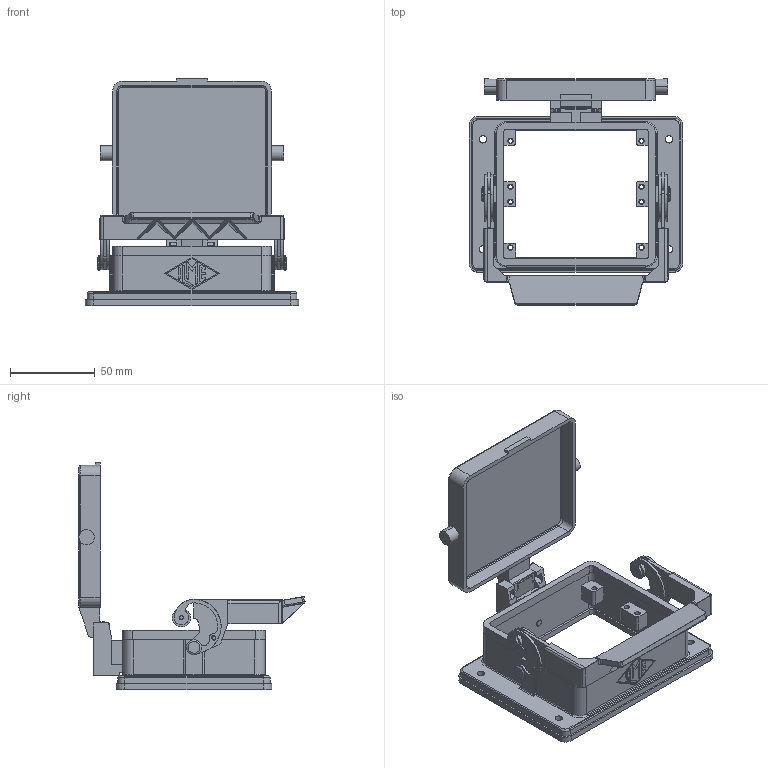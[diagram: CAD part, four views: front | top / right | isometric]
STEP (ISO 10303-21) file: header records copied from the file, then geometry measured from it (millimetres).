
FILE_DESCRIPTION((''),'2;1');
FILE_NAME('CHI 32 LS.stp','2006-12-19T13:06:19',('gembarski'),(''),'Autodesk Inventor 7','Autodesk Inventor 7','');
FILE_SCHEMA(('AUTOMOTIVE_DESIGN { 1 0 10303 214 1 1 1 1 }'));
Length unit declared in the file: millimetre
Products named in the file (1): CHI 32 LS
Bounding box: 126 x 133.59 x 134.2 mm (x, y, z)
Volume: 138629.6 mm3; surface area: 81725.1 mm2
Topology: 6 solids, 6 shells, 702 faces, 1851 edges, 1192 vertices
Faces by surface type: plane 255, cylinder 233, bspline 188, torus 20, cone 6
Entity records: 25286 total; most frequent: CARTESIAN_POINT 7812, ORIENTED_EDGE 3706, DIRECTION 3631, EDGE_CURVE 1853, AXIS2_PLACEMENT_3D 1295, VERTEX_POINT 1192, VECTOR 1041, LINE 1041
